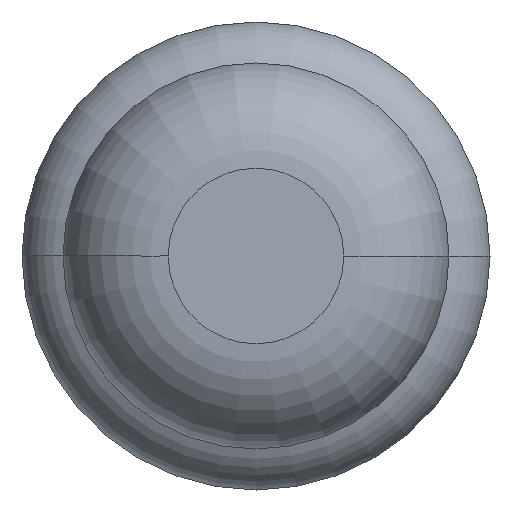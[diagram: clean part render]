
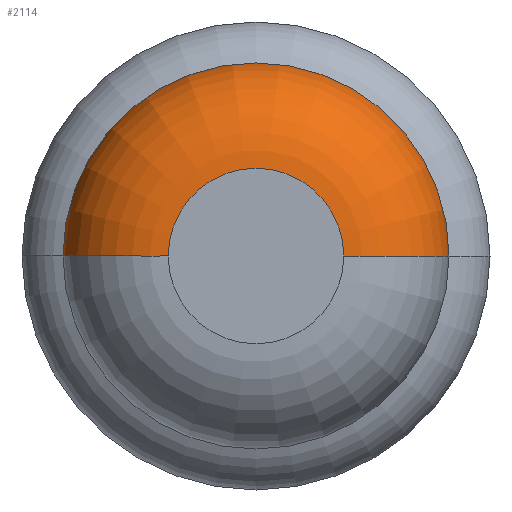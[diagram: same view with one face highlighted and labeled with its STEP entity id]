
A CAD part, front view. The second image highlights one B-rep face of the part: STEP entity #2114.
In plain terms, the highlighted toroidal (fillet/blend) face has major radius 0.375 mm and minor radius 0.45 mm.
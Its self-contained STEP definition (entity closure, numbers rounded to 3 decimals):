
#158 = AXIS2_PLACEMENT_3D ( 'NONE', #1195, #3413, #3111 ) ;
#316 = VERTEX_POINT ( 'NONE', #1575 ) ;
#396 = CARTESIAN_POINT ( 'NONE',  ( 0.375, -32., 0. ) ) ;
#433 = EDGE_CURVE ( 'NONE', #990, #528, #436, .T. ) ;
#436 = CIRCLE ( 'NONE', #644, 0.45 ) ;
#527 = CIRCLE ( 'NONE', #2590, 0.825 ) ;
#528 = VERTEX_POINT ( 'NONE', #1654 ) ;
#530 = ORIENTED_EDGE ( 'NONE', *, *, #3180, .T. ) ;
#578 = CARTESIAN_POINT ( 'NONE',  ( -0.825, -31.55, 0. ) ) ;
#597 = CARTESIAN_POINT ( 'NONE',  ( -0.375, -31.55, 0. ) ) ;
#644 = AXIS2_PLACEMENT_3D ( 'NONE', #597, #1958, #1135 ) ;
#725 = VERTEX_POINT ( 'NONE', #396 ) ;
#768 = DIRECTION ( 'NONE',  ( 0., -1., 0. ) ) ;
#973 = EDGE_CURVE ( 'Defeature ausgef�hrt1_26+Defeature ausgef�hrt1_27+Defeature ausgef�hrt1_27+Defeature ausgef�hrt1_27', #725, #528, #1709, .T. ) ;
#990 = VERTEX_POINT ( 'NONE', #578 ) ;
#1135 = DIRECTION ( 'NONE',  ( 1., 0., 0. ) ) ;
#1195 = CARTESIAN_POINT ( 'NONE',  ( 0.375, -31.55, 0. ) ) ;
#1353 = FACE_OUTER_BOUND ( 'NONE', #2898, .T. ) ;
#1377 = DIRECTION ( 'NONE',  ( 1., 0., 0. ) ) ;
#1575 = CARTESIAN_POINT ( 'NONE',  ( 0.825, -31.55, 0. ) ) ;
#1586 = DIRECTION ( 'NONE',  ( 1., 0., 0. ) ) ;
#1654 = CARTESIAN_POINT ( 'NONE',  ( -0.375, -32., 0. ) ) ;
#1678 = DIRECTION ( 'NONE',  ( 0., -1., 0. ) ) ;
#1709 = CIRCLE ( 'NONE', #1827, 0.375 ) ;
#1748 = TOROIDAL_SURFACE ( 'NONE', #1859, 0.375, 0.45 ) ;
#1827 = AXIS2_PLACEMENT_3D ( 'NONE', #1939, #1678, #1377 ) ;
#1844 = EDGE_CURVE ( 'NONE', #316, #725, #2391, .T. ) ;
#1850 = ORIENTED_EDGE ( 'NONE', *, *, #973, .F. ) ;
#1859 = AXIS2_PLACEMENT_3D ( 'NONE', #2455, #768, #1897 ) ;
#1894 = DIRECTION ( 'NONE',  ( 0., -1., 0. ) ) ;
#1897 = DIRECTION ( 'NONE',  ( 1., 0., 0. ) ) ;
#1910 = ORIENTED_EDGE ( 'NONE', *, *, #433, .T. ) ;
#1939 = CARTESIAN_POINT ( 'NONE',  ( 0., -32., 0. ) ) ;
#1958 = DIRECTION ( 'NONE',  ( 0., 0., 1. ) ) ;
#2114 = ADVANCED_FACE ( 'Defeature ausgef�hrt1_27', ( #1353 ), #1748, .T. ) ;
#2391 = CIRCLE ( 'NONE', #158, 0.45 ) ;
#2409 = ORIENTED_EDGE ( 'NONE', *, *, #1844, .F. ) ;
#2455 = CARTESIAN_POINT ( 'NONE',  ( 0., -31.55, 0. ) ) ;
#2590 = AXIS2_PLACEMENT_3D ( 'NONE', #3267, #1894, #1586 ) ;
#2898 = EDGE_LOOP ( 'NONE', ( #530, #1910, #1850, #2409 ) ) ;
#3111 = DIRECTION ( 'NONE',  ( -1., 0., 0. ) ) ;
#3180 = EDGE_CURVE ( 'Defeature ausgef�hrt1_27+Defeature ausgef�hrt1_28+Defeature ausgef�hrt1_28+Defeature ausgef�hrt1_28', #316, #990, #527, .T. ) ;
#3267 = CARTESIAN_POINT ( 'NONE',  ( 0., -31.55, 0. ) ) ;
#3413 = DIRECTION ( 'NONE',  ( 0., 0., -1. ) ) ;
